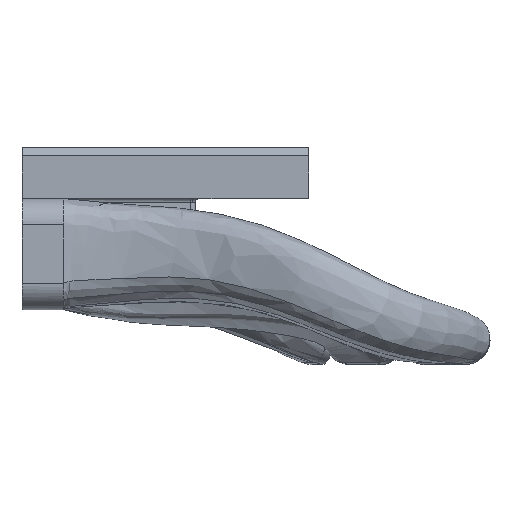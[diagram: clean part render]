
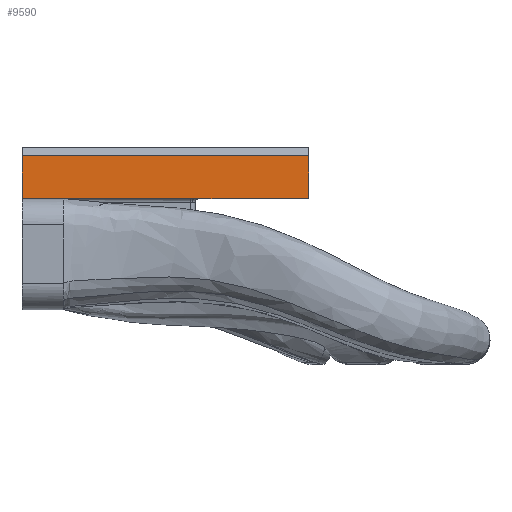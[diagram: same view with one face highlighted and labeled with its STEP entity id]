
A CAD part, left-side view. The second image highlights one B-rep face of the part: STEP entity #9590.
In plain terms, the highlighted planar face has unit normal (-1, 0, 0).
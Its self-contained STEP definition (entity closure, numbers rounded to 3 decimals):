
#394=PLANE('',#10189);
#665=FACE_OUTER_BOUND('',#1221,.T.);
#1221=EDGE_LOOP('',(#7261,#7262,#7263,#7264,#7265));
#2073=LINE('',#16589,#2650);
#2158=LINE('',#18930,#2735);
#2188=LINE('',#19193,#2765);
#2218=LINE('',#19450,#2795);
#2221=LINE('',#20146,#2798);
#2650=VECTOR('',#10978,10.);
#2735=VECTOR('',#11311,10.);
#2765=VECTOR('',#11357,10.);
#2795=VECTOR('',#11447,10.);
#2798=VECTOR('',#11466,10.);
#3842=VERTEX_POINT('',#16586);
#3843=VERTEX_POINT('',#16588);
#3978=VERTEX_POINT('',#18861);
#4017=VERTEX_POINT('',#19190);
#4018=VERTEX_POINT('',#19192);
#4917=EDGE_CURVE('',#3842,#3843,#2073,.T.);
#5130=EDGE_CURVE('',#3978,#3843,#2158,.T.);
#5172=EDGE_CURVE('',#4018,#4017,#2188,.T.);
#5237=EDGE_CURVE('',#4018,#3842,#2218,.T.);
#5257=EDGE_CURVE('',#3978,#4017,#2221,.T.);
#7261=ORIENTED_EDGE('',*,*,#5237,.F.);
#7262=ORIENTED_EDGE('',*,*,#5172,.T.);
#7263=ORIENTED_EDGE('',*,*,#5257,.F.);
#7264=ORIENTED_EDGE('',*,*,#5130,.T.);
#7265=ORIENTED_EDGE('',*,*,#4917,.F.);
#9590=ADVANCED_FACE('',(#665),#394,.T.);
#10189=AXIS2_PLACEMENT_3D('',#20145,#11464,#11465);
#10978=DIRECTION('',(0.,-1.,0.));
#11311=DIRECTION('',(0.,0.,1.));
#11357=DIRECTION('',(0.,-1.,0.));
#11447=DIRECTION('',(0.,0.,1.));
#11464=DIRECTION('center_axis',(-1.,0.,0.));
#11465=DIRECTION('ref_axis',(0.,-1.,0.));
#11466=DIRECTION('',(0.,0.,-1.));
#16586=CARTESIAN_POINT('',(-22.1,19.781,-20.84));
#16588=CARTESIAN_POINT('',(-22.1,14.581,-20.84));
#16589=CARTESIAN_POINT('',(-22.1,20.781,-20.84));
#18861=CARTESIAN_POINT('',(-22.1,14.581,-34.78));
#18930=CARTESIAN_POINT('',(-22.1,14.581,-55.64));
#19190=CARTESIAN_POINT('',(-22.1,14.581,-55.64));
#19192=CARTESIAN_POINT('',(-22.1,19.781,-55.64));
#19193=CARTESIAN_POINT('',(-22.1,20.781,-55.64));
#19450=CARTESIAN_POINT('',(-22.1,19.781,-55.64));
#20145=CARTESIAN_POINT('Origin',(-22.1,20.781,-55.64));
#20146=CARTESIAN_POINT('',(-22.1,14.581,-55.64));
